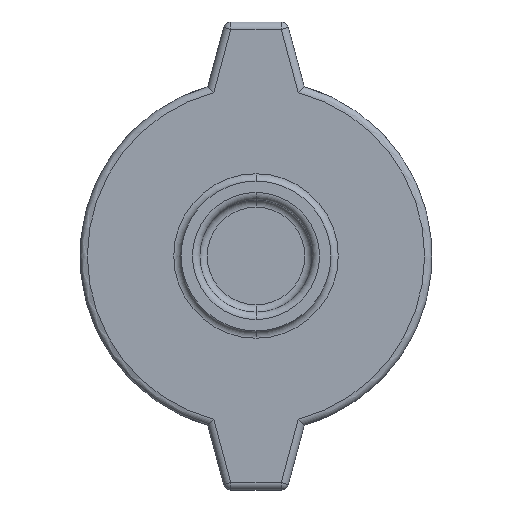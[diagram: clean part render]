
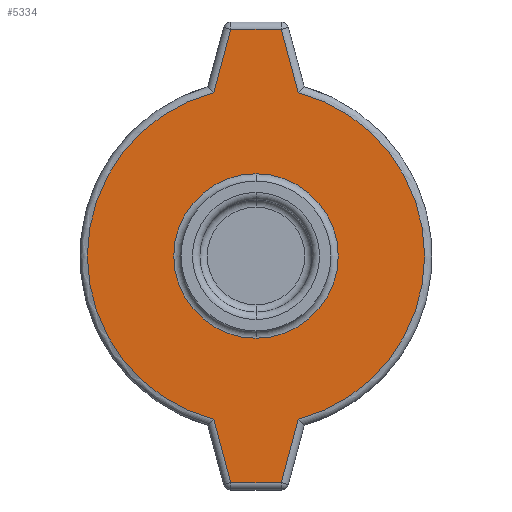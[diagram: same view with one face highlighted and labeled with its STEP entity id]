
A CAD part, left-side view. The second image highlights one B-rep face of the part: STEP entity #5334.
In plain terms, the highlighted planar face has unit normal (-1, 0, 0).
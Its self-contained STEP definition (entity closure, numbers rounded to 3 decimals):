
#1412=DIRECTION('',(0.,0.259,-0.966));
#1413=VECTOR('',#1412,8.907);
#1414=CARTESIAN_POINT('',(-6.35,3.425,30.75));
#1415=LINE('',#1414,#1413);
#1416=DIRECTION('',(0.,0.259,0.966));
#1417=VECTOR('',#1416,8.907);
#1418=CARTESIAN_POINT('',(-6.35,-5.731,22.147));
#1419=LINE('',#1418,#1417);
#1420=CARTESIAN_POINT('',(-6.35,0.,0.));
#1421=DIRECTION('',(-1.,0.,0.));
#1422=DIRECTION('',(0.,-0.251,-0.968));
#1423=AXIS2_PLACEMENT_3D('',#1420,#1421,#1422);
#1425=DIRECTION('',(0.,-0.259,0.966));
#1426=VECTOR('',#1425,8.907);
#1427=CARTESIAN_POINT('',(-6.35,-3.425,-30.75));
#1428=LINE('',#1427,#1426);
#1429=DIRECTION('',(0.,-0.259,-0.966));
#1430=VECTOR('',#1429,8.907);
#1431=CARTESIAN_POINT('',(-6.35,5.731,-22.147));
#1432=LINE('',#1431,#1430);
#1433=CARTESIAN_POINT('',(-6.35,0.,0.));
#1434=DIRECTION('',(-1.,0.,0.));
#1435=DIRECTION('',(0.,0.251,0.968));
#1436=AXIS2_PLACEMENT_3D('',#1433,#1434,#1435);
#1438=CARTESIAN_POINT('',(-6.35,0.,0.));
#1439=DIRECTION('',(1.,0.,0.));
#1440=DIRECTION('',(0.,0.,-1.));
#1441=AXIS2_PLACEMENT_3D('',#1438,#1439,#1440);
#1443=CARTESIAN_POINT('',(-6.35,0.,0.));
#1444=DIRECTION('',(1.,0.,0.));
#1445=DIRECTION('',(0.,0.,1.));
#1446=AXIS2_PLACEMENT_3D('',#1443,#1444,#1445);
#1448=DIRECTION('',(0.,-1.,0.));
#1449=VECTOR('',#1448,6.851);
#1450=CARTESIAN_POINT('',(-6.35,3.425,30.75));
#1451=LINE('',#1450,#1449);
#1615=DIRECTION('',(0.,1.,0.));
#1616=VECTOR('',#1615,6.851);
#1617=CARTESIAN_POINT('',(-6.35,-3.425,-30.75));
#1618=LINE('',#1617,#1616);
#2582=CARTESIAN_POINT('',(-6.35,-3.425,30.75));
#2584=VERTEX_POINT('',#2582);
#2601=CARTESIAN_POINT('',(-6.35,3.425,30.75));
#2603=VERTEX_POINT('',#2601);
#2608=CARTESIAN_POINT('',(-6.35,5.731,22.147));
#2609=CARTESIAN_POINT('',(-6.35,5.731,-22.147));
#2610=VERTEX_POINT('',#2608);
#2611=VERTEX_POINT('',#2609);
#2615=CARTESIAN_POINT('',(-6.35,3.425,-30.75));
#2617=VERTEX_POINT('',#2615);
#2662=CARTESIAN_POINT('',(-6.35,-3.425,-30.75));
#2663=CARTESIAN_POINT('',(-6.35,-5.731,-22.147));
#2664=VERTEX_POINT('',#2662);
#2665=VERTEX_POINT('',#2663);
#2691=CARTESIAN_POINT('',(-6.35,0.,-11.16));
#2692=CARTESIAN_POINT('',(-6.35,0.,11.16));
#2693=VERTEX_POINT('',#2691);
#2694=VERTEX_POINT('',#2692);
#2916=CARTESIAN_POINT('',(-6.35,-5.731,22.147));
#2917=VERTEX_POINT('',#2916);
#5308=CARTESIAN_POINT('',(-6.35,0.,0.));
#5309=DIRECTION('',(1.,0.,0.));
#5310=DIRECTION('',(0.,0.,-1.));
#5311=AXIS2_PLACEMENT_3D('',#5308,#5309,#5310);
#5312=PLANE('',#5311);
#5313=ORIENTED_EDGE('',*,*,#5303,.F.);
#5315=ORIENTED_EDGE('',*,*,#5314,.T.);
#5317=ORIENTED_EDGE('',*,*,#5316,.F.);
#5319=ORIENTED_EDGE('',*,*,#5318,.F.);
#5321=ORIENTED_EDGE('',*,*,#5320,.F.);
#5323=ORIENTED_EDGE('',*,*,#5322,.T.);
#5324=ORIENTED_EDGE('',*,*,#5217,.F.);
#5325=ORIENTED_EDGE('',*,*,#5233,.F.);
#5326=EDGE_LOOP('',(#5313,#5315,#5317,#5319,#5321,#5323,#5324,#5325));
#5327=FACE_OUTER_BOUND('',#5326,.F.);
#5329=ORIENTED_EDGE('',*,*,#5328,.F.);
#5331=ORIENTED_EDGE('',*,*,#5330,.F.);
#5332=EDGE_LOOP('',(#5329,#5331));
#5333=FACE_BOUND('',#5332,.F.);
#5334=ADVANCED_FACE('',(#5327,#5333),#5312,.F.);
#1424=CIRCLE('',#1423,22.876);
#1437=CIRCLE('',#1436,22.876);
#1442=CIRCLE('',#1441,11.16);
#1447=CIRCLE('',#1446,11.16);
#5217=EDGE_CURVE('',#2611,#2617,#1432,.T.);
#5233=EDGE_CURVE('',#2610,#2611,#1437,.T.);
#5303=EDGE_CURVE('',#2603,#2610,#1415,.T.);
#5314=EDGE_CURVE('',#2603,#2584,#1451,.T.);
#5316=EDGE_CURVE('',#2917,#2584,#1419,.T.);
#5318=EDGE_CURVE('',#2665,#2917,#1424,.T.);
#5320=EDGE_CURVE('',#2664,#2665,#1428,.T.);
#5322=EDGE_CURVE('',#2664,#2617,#1618,.T.);
#5328=EDGE_CURVE('',#2693,#2694,#1442,.T.);
#5330=EDGE_CURVE('',#2694,#2693,#1447,.T.);
